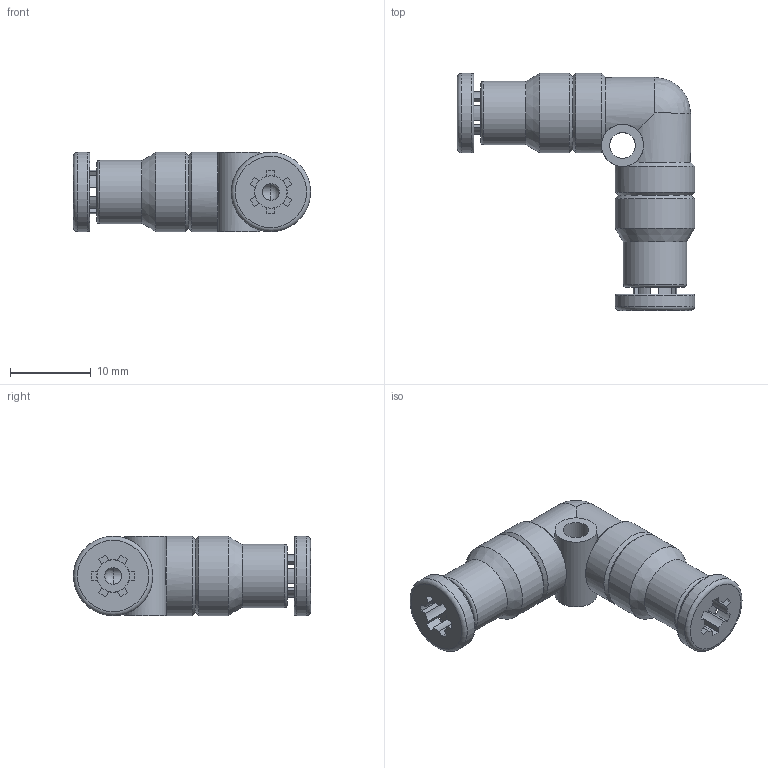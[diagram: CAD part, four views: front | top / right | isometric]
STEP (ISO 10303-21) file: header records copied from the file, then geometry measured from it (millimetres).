
FILE_DESCRIPTION(/* description */ ('STEP AP214'),/* implementation_level */ '2;1');
FILE_NAME(/* name */ '130662_CRQSL-4',/* time_stamp */ '2024-08-08T21:40:08+02:00',/* author */ ('License CC BY-ND 4.0'),/* organization */ ('CADENAS'),/* preprocessor_version */ 'ST-DEVELOPER v19.3',/* originating_system */ 'PARTsolutions',/* authorisation */ ' ');
FILE_SCHEMA (('AUTOMOTIVE_DESIGN {1 0 10303 214 3 1 1}'));
Length unit declared in the file: millimetre
Products named in the file (1): 130662 CRQSL-4
Bounding box: 29.3 x 29.3 x 9.8 mm (x, y, z)
Volume: 2503.5 mm3; surface area: 2347.3 mm2
Topology: 1 solids, 1 shells, 92 faces, 287 edges, 176 vertices
Faces by surface type: cylinder 40, plane 34, cone 10, torus 6, sphere 2
Full cylindrical faces by diameter (mm): 2.1 x2, 3.2 x1, 4 x2, 5.2 x1, 7.84 x2, 9.8 x6
Entity records: 3074 total; most frequent: CARTESIAN_POINT 570, DIRECTION 536, ORIENTED_EDGE 498, EDGE_CURVE 249, AXIS2_PLACEMENT_3D 208, VERTEX_POINT 168, EDGE_LOOP 129, FACE_BOUND 129
